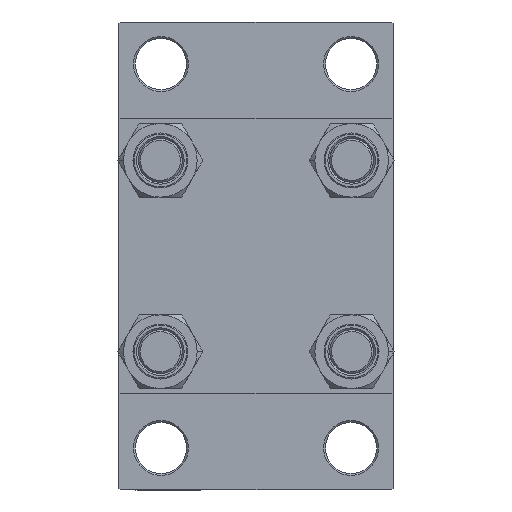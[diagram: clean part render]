
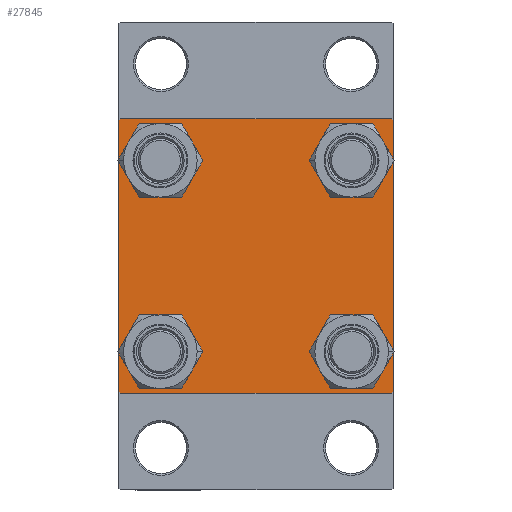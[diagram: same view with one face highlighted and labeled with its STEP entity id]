
A CAD part, left-side view. The second image highlights one B-rep face of the part: STEP entity #27845.
In plain terms, the highlighted planar face has unit normal (-1, 0, 0).
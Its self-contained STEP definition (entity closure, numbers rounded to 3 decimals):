
#83 = DIRECTION ( 'NONE',  ( 0., -0.707, 0.707 ) ) ;
#101 = EDGE_LOOP ( 'NONE', ( #34489, #13183, #4270, #13640, #35637, #6763, #34721, #9913 ) ) ;
#152 = CARTESIAN_POINT ( 'NONE',  ( 0., -26.15, -26.15 ) ) ;
#359 = FACE_BOUND ( 'NONE', #12472, .T. ) ;
#520 = CARTESIAN_POINT ( 'NONE',  ( 0., 37.5, 37.5 ) ) ;
#1250 = DIRECTION ( 'NONE',  ( 0., 0.707, 0.707 ) ) ;
#3091 = VERTEX_POINT ( 'NONE', #35278 ) ;
#3492 = EDGE_CURVE ( 'NONE', #9860, #23867, #23010, .T. ) ;
#4240 = ORIENTED_EDGE ( 'NONE', *, *, #11837, .T. ) ;
#4270 = ORIENTED_EDGE ( 'NONE', *, *, #18223, .T. ) ;
#4525 = VERTEX_POINT ( 'NONE', #13643 ) ;
#4832 = CIRCLE ( 'NONE', #42659, 6.5 ) ;
#4942 = DIRECTION ( 'NONE',  ( -1., 0., 0. ) ) ;
#6447 = CARTESIAN_POINT ( 'NONE',  ( 0., 26.15, 32.65 ) ) ;
#6763 = ORIENTED_EDGE ( 'NONE', *, *, #26247, .T. ) ;
#6845 = LINE ( 'NONE', #21104, #7226 ) ;
#7063 = CARTESIAN_POINT ( 'NONE',  ( 0., -26.15, -26.15 ) ) ;
#7226 = VECTOR ( 'NONE', #7317, 1000. ) ;
#7262 = CIRCLE ( 'NONE', #35037, 6.5 ) ;
#7317 = DIRECTION ( 'NONE',  ( 0., -1., 0. ) ) ;
#7371 = CARTESIAN_POINT ( 'NONE',  ( 0., 37., -37.5 ) ) ;
#7384 = ORIENTED_EDGE ( 'NONE', *, *, #45880, .T. ) ;
#7570 = ORIENTED_EDGE ( 'NONE', *, *, #40332, .T. ) ;
#7774 = DIRECTION ( 'NONE',  ( 1., 0., 0. ) ) ;
#7832 = CARTESIAN_POINT ( 'NONE',  ( 0., -26.15, 32.65 ) ) ;
#8098 = FACE_BOUND ( 'NONE', #41194, .T. ) ;
#8326 = DIRECTION ( 'NONE',  ( 1., 0., 0. ) ) ;
#8752 = DIRECTION ( 'NONE',  ( 0., -0.707, -0.707 ) ) ;
#9860 = VERTEX_POINT ( 'NONE', #37300 ) ;
#9903 = ORIENTED_EDGE ( 'NONE', *, *, #41696, .T. ) ;
#9913 = ORIENTED_EDGE ( 'NONE', *, *, #18992, .T. ) ;
#10068 = DIRECTION ( 'NONE',  ( 1., 0., 0. ) ) ;
#10400 = LINE ( 'NONE', #25140, #43385 ) ;
#10842 = AXIS2_PLACEMENT_3D ( 'NONE', #40964, #4942, #19677 ) ;
#11044 = CARTESIAN_POINT ( 'NONE',  ( 0., 26.15, -26.15 ) ) ;
#11161 = LINE ( 'NONE', #520, #23460 ) ;
#11255 = VECTOR ( 'NONE', #1250, 1000. ) ;
#11264 = EDGE_CURVE ( 'NONE', #4525, #3091, #18457, .T. ) ;
#11482 = FACE_BOUND ( 'NONE', #13090, .T. ) ;
#11837 = EDGE_CURVE ( 'NONE', #40075, #19837, #41106, .T. ) ;
#12216 = EDGE_CURVE ( 'NONE', #33973, #3091, #24596, .T. ) ;
#12472 = EDGE_LOOP ( 'NONE', ( #25548, #47585 ) ) ;
#12536 = DIRECTION ( 'NONE',  ( 0., 0., 1. ) ) ;
#13090 = EDGE_LOOP ( 'NONE', ( #7570, #7384 ) ) ;
#13141 = CARTESIAN_POINT ( 'NONE',  ( 0., -26.15, -32.65 ) ) ;
#13183 = ORIENTED_EDGE ( 'NONE', *, *, #3492, .T. ) ;
#13640 = ORIENTED_EDGE ( 'NONE', *, *, #11264, .T. ) ;
#13643 = CARTESIAN_POINT ( 'NONE',  ( 0., -37., -37.5 ) ) ;
#15031 = VERTEX_POINT ( 'NONE', #6447 ) ;
#15267 = DIRECTION ( 'NONE',  ( 0., 0., -1. ) ) ;
#15451 = DIRECTION ( 'NONE',  ( 1., 0., 0. ) ) ;
#15830 = EDGE_CURVE ( 'NONE', #19837, #40075, #4832, .T. ) ;
#16705 = DIRECTION ( 'NONE',  ( 0., -1., 0. ) ) ;
#17355 = CARTESIAN_POINT ( 'NONE',  ( 0., 37.25, 37.25 ) ) ;
#17878 = DIRECTION ( 'NONE',  ( 1., 0., 0. ) ) ;
#17999 = EDGE_CURVE ( 'NONE', #20677, #15031, #40404, .T. ) ;
#18223 = EDGE_CURVE ( 'NONE', #23867, #4525, #6845, .T. ) ;
#18246 = DIRECTION ( 'NONE',  ( 0., 0., 1. ) ) ;
#18457 = LINE ( 'NONE', #43612, #34936 ) ;
#18992 = EDGE_CURVE ( 'NONE', #37408, #44712, #32789, .T. ) ;
#19661 = CIRCLE ( 'NONE', #33543, 6.5 ) ;
#19677 = DIRECTION ( 'NONE',  ( 0., 0., 1. ) ) ;
#19837 = VERTEX_POINT ( 'NONE', #33333 ) ;
#20677 = VERTEX_POINT ( 'NONE', #29976 ) ;
#21104 = CARTESIAN_POINT ( 'NONE',  ( 0., 37.5, -37.5 ) ) ;
#21201 = DIRECTION ( 'NONE',  ( 0., 0.707, -0.707 ) ) ;
#21604 = CARTESIAN_POINT ( 'NONE',  ( 0., 37., 37.5 ) ) ;
#21624 = DIRECTION ( 'NONE',  ( 1., 0., 0. ) ) ;
#21779 = AXIS2_PLACEMENT_3D ( 'NONE', #21964, #17878, #36009 ) ;
#21964 = CARTESIAN_POINT ( 'NONE',  ( 0., -26.15, 26.15 ) ) ;
#22622 = DIRECTION ( 'NONE',  ( 0., 0., 1. ) ) ;
#23010 = LINE ( 'NONE', #34857, #36962 ) ;
#23303 = FACE_OUTER_BOUND ( 'NONE', #101, .T. ) ;
#23460 = VECTOR ( 'NONE', #15267, 1000. ) ;
#23591 = CIRCLE ( 'NONE', #32209, 6.5 ) ;
#23867 = VERTEX_POINT ( 'NONE', #7371 ) ;
#23886 = CARTESIAN_POINT ( 'NONE',  ( 0., 26.15, -19.65 ) ) ;
#24596 = LINE ( 'NONE', #28474, #28806 ) ;
#25093 = CIRCLE ( 'NONE', #38970, 6.5 ) ;
#25140 = CARTESIAN_POINT ( 'NONE',  ( 0., 37.5, 37.5 ) ) ;
#25548 = ORIENTED_EDGE ( 'NONE', *, *, #25981, .T. ) ;
#25901 = DIRECTION ( 'NONE',  ( 0., 0., 1. ) ) ;
#25981 = EDGE_CURVE ( 'NONE', #41719, #30863, #23591, .T. ) ;
#26247 = EDGE_CURVE ( 'NONE', #33973, #35443, #27353, .T. ) ;
#26570 = CARTESIAN_POINT ( 'NONE',  ( 0., -37., 37.5 ) ) ;
#27353 = LINE ( 'NONE', #41849, #11255 ) ;
#27636 = ORIENTED_EDGE ( 'NONE', *, *, #15830, .T. ) ;
#27845 = ADVANCED_FACE ( 'NONE', ( #41674, #11482, #359, #8098, #23303 ), #38050, .T. ) ;
#28474 = CARTESIAN_POINT ( 'NONE',  ( 0., -37.5, 37.5 ) ) ;
#28806 = VECTOR ( 'NONE', #36419, 1000. ) ;
#29976 = CARTESIAN_POINT ( 'NONE',  ( 0., 26.15, 19.65 ) ) ;
#30863 = VERTEX_POINT ( 'NONE', #45217 ) ;
#31049 = CARTESIAN_POINT ( 'NONE',  ( 0., 26.15, -26.15 ) ) ;
#31250 = CIRCLE ( 'NONE', #33572, 6.5 ) ;
#31369 = VERTEX_POINT ( 'NONE', #43210 ) ;
#32209 = AXIS2_PLACEMENT_3D ( 'NONE', #31049, #8326, #45299 ) ;
#32789 = LINE ( 'NONE', #17355, #39692 ) ;
#33333 = CARTESIAN_POINT ( 'NONE',  ( 0., -26.15, 19.65 ) ) ;
#33543 = AXIS2_PLACEMENT_3D ( 'NONE', #11044, #40767, #44630 ) ;
#33572 = AXIS2_PLACEMENT_3D ( 'NONE', #152, #37131, #22622 ) ;
#33973 = VERTEX_POINT ( 'NONE', #38735 ) ;
#34489 = ORIENTED_EDGE ( 'NONE', *, *, #40376, .T. ) ;
#34721 = ORIENTED_EDGE ( 'NONE', *, *, #35270, .F. ) ;
#34777 = CARTESIAN_POINT ( 'NONE',  ( 0., 26.15, 26.15 ) ) ;
#34857 = CARTESIAN_POINT ( 'NONE',  ( 0., 37.25, -37.25 ) ) ;
#34936 = VECTOR ( 'NONE', #83, 1000. ) ;
#35037 = AXIS2_PLACEMENT_3D ( 'NONE', #7063, #7774, #25901 ) ;
#35270 = EDGE_CURVE ( 'NONE', #37408, #35443, #10400, .T. ) ;
#35278 = CARTESIAN_POINT ( 'NONE',  ( 0., -37.5, -37. ) ) ;
#35443 = VERTEX_POINT ( 'NONE', #26570 ) ;
#35637 = ORIENTED_EDGE ( 'NONE', *, *, #12216, .F. ) ;
#36009 = DIRECTION ( 'NONE',  ( 0., 0., 1. ) ) ;
#36419 = DIRECTION ( 'NONE',  ( 0., 0., -1. ) ) ;
#36962 = VECTOR ( 'NONE', #8752, 1000. ) ;
#37131 = DIRECTION ( 'NONE',  ( 1., 0., 0. ) ) ;
#37300 = CARTESIAN_POINT ( 'NONE',  ( 0., 37.5, -37. ) ) ;
#37408 = VERTEX_POINT ( 'NONE', #21604 ) ;
#38050 = PLANE ( 'NONE',  #10842 ) ;
#38735 = CARTESIAN_POINT ( 'NONE',  ( 0., -37.5, 37. ) ) ;
#38850 = AXIS2_PLACEMENT_3D ( 'NONE', #44341, #21624, #18246 ) ;
#38970 = AXIS2_PLACEMENT_3D ( 'NONE', #34777, #15451, #12536 ) ;
#39562 = DIRECTION ( 'NONE',  ( 0., 0., 1. ) ) ;
#39692 = VECTOR ( 'NONE', #21201, 1000. ) ;
#40075 = VERTEX_POINT ( 'NONE', #7832 ) ;
#40332 = EDGE_CURVE ( 'NONE', #31369, #43600, #7262, .T. ) ;
#40376 = EDGE_CURVE ( 'NONE', #44712, #9860, #11161, .T. ) ;
#40404 = CIRCLE ( 'NONE', #38850, 6.5 ) ;
#40767 = DIRECTION ( 'NONE',  ( 1., 0., 0. ) ) ;
#40964 = CARTESIAN_POINT ( 'NONE',  ( 0., 0., 0. ) ) ;
#41106 = CIRCLE ( 'NONE', #21779, 6.5 ) ;
#41194 = EDGE_LOOP ( 'NONE', ( #9903, #42889 ) ) ;
#41674 = FACE_BOUND ( 'NONE', #44951, .T. ) ;
#41696 = EDGE_CURVE ( 'NONE', #15031, #20677, #25093, .T. ) ;
#41719 = VERTEX_POINT ( 'NONE', #23886 ) ;
#41849 = CARTESIAN_POINT ( 'NONE',  ( 0., -37.25, 37.25 ) ) ;
#42659 = AXIS2_PLACEMENT_3D ( 'NONE', #43189, #10068, #39562 ) ;
#42889 = ORIENTED_EDGE ( 'NONE', *, *, #17999, .T. ) ;
#43189 = CARTESIAN_POINT ( 'NONE',  ( 0., -26.15, 26.15 ) ) ;
#43210 = CARTESIAN_POINT ( 'NONE',  ( 0., -26.15, -19.65 ) ) ;
#43385 = VECTOR ( 'NONE', #16705, 1000. ) ;
#43600 = VERTEX_POINT ( 'NONE', #13141 ) ;
#43612 = CARTESIAN_POINT ( 'NONE',  ( 0., -37.25, -37.25 ) ) ;
#44341 = CARTESIAN_POINT ( 'NONE',  ( 0., 26.15, 26.15 ) ) ;
#44630 = DIRECTION ( 'NONE',  ( 0., 0., 1. ) ) ;
#44712 = VERTEX_POINT ( 'NONE', #47038 ) ;
#44951 = EDGE_LOOP ( 'NONE', ( #4240, #27636 ) ) ;
#45217 = CARTESIAN_POINT ( 'NONE',  ( 0., 26.15, -32.65 ) ) ;
#45299 = DIRECTION ( 'NONE',  ( 0., 0., 1. ) ) ;
#45827 = EDGE_CURVE ( 'NONE', #30863, #41719, #19661, .T. ) ;
#45880 = EDGE_CURVE ( 'NONE', #43600, #31369, #31250, .T. ) ;
#47038 = CARTESIAN_POINT ( 'NONE',  ( 0., 37.5, 37. ) ) ;
#47585 = ORIENTED_EDGE ( 'NONE', *, *, #45827, .T. ) ;
